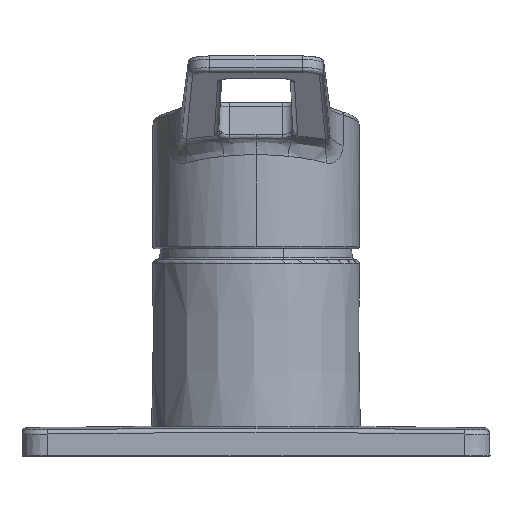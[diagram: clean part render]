
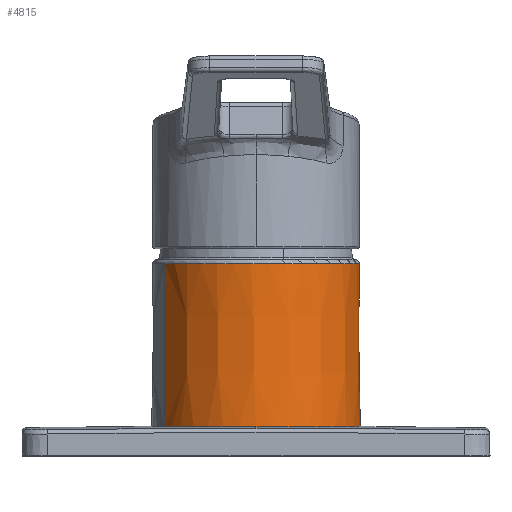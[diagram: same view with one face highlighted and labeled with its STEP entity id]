
A CAD part, front view. The second image highlights one B-rep face of the part: STEP entity #4815.
In plain terms, the highlighted conical face has half-angle 0.229 degrees and reference radius 24.4 mm.
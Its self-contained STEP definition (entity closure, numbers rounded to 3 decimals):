
#49 = CARTESIAN_POINT ( 'NONE',  ( 0., -16.995, 46.204 ) ) ;
#271 = CIRCLE ( 'NONE', #5581, 24.404 ) ;
#323 = VERTEX_POINT ( 'NONE', #6981 ) ;
#362 = CARTESIAN_POINT ( 'NONE',  ( -17.297, -34.436, 6.892 ) ) ;
#448 = CARTESIAN_POINT ( 'NONE',  ( 21.413, -5.297, 46.204 ) ) ;
#645 = DIRECTION ( 'NONE',  ( -0.878, -0.479, 0. ) ) ;
#796 = DIRECTION ( 'NONE',  ( -0.004, -0.002, -1. ) ) ;
#1099 = CARTESIAN_POINT ( 'NONE',  ( 24.082, -12.16, 7. ) ) ;
#1135 = CARTESIAN_POINT ( 'NONE',  ( 0., -16.995, 45.208 ) ) ;
#1196 = CARTESIAN_POINT ( 'NONE',  ( -10.619, -39.246, 6.868 ) ) ;
#1205 = CARTESIAN_POINT ( 'NONE',  ( -15.245, -36.271, 6.883 ) ) ;
#1253 = AXIS2_PLACEMENT_3D ( 'NONE', #49, #4356, #645 ) ;
#1358 = ORIENTED_EDGE ( 'NONE', *, *, #2182, .F. ) ;
#1503 = CARTESIAN_POINT ( 'NONE',  ( -8.613, -40.097, 6.864 ) ) ;
#1511 = CARTESIAN_POINT ( 'NONE',  ( -3.803, -41.262, 6.858 ) ) ;
#1523 = DIRECTION ( 'NONE',  ( 1., 0., 0. ) ) ;
#1570 = CARTESIAN_POINT ( 'NONE',  ( 23.971, -11.636, 7.002 ) ) ;
#1735 = CARTESIAN_POINT ( 'NONE',  ( -19.209, -32.452, 6.901 ) ) ;
#1751 = AXIS2_PLACEMENT_3D ( 'NONE', #1135, #5467, #1771 ) ;
#1763 = CARTESIAN_POINT ( 'NONE',  ( -1.092, -41.552, 6.857 ) ) ;
#1771 = DIRECTION ( 'NONE',  ( 1., 0., 0. ) ) ;
#1957 = CARTESIAN_POINT ( 'NONE',  ( -16.9, -34.821, 6.89 ) ) ;
#1970 = CARTESIAN_POINT ( 'NONE',  ( -14.359, -36.924, 6.879 ) ) ;
#1985 = FACE_OUTER_BOUND ( 'NONE', #4477, .T. ) ;
#2182 = EDGE_CURVE ( 'NONE', #323, #2796, #7346, .T. ) ;
#2205 = CARTESIAN_POINT ( 'NONE',  ( 11.706, -38.589, 6.871 ) ) ;
#2314 = CARTESIAN_POINT ( 'NONE',  ( 11.236, -38.837, 6.87 ) ) ;
#2338 = CARTESIAN_POINT ( 'NONE',  ( -21.551, -28.768, 6.919 ) ) ;
#2344 = EDGE_CURVE ( 'NONE', #4092, #4892, #271, .T. ) ;
#2428 = CARTESIAN_POINT ( 'NONE',  ( 7.313, -40.462, 6.862 ) ) ;
#2453 = EDGE_CURVE ( 'NONE', #7853, #323, #7298, .T. ) ;
#2570 = ORIENTED_EDGE ( 'NONE', *, *, #4023, .F. ) ;
#2583 = CARTESIAN_POINT ( 'NONE',  ( -4.343, -41.171, 6.859 ) ) ;
#2691 = CARTESIAN_POINT ( 'NONE',  ( -16.084, -35.56, 6.886 ) ) ;
#2735 = ORIENTED_EDGE ( 'NONE', *, *, #2453, .F. ) ;
#2796 = VERTEX_POINT ( 'NONE', #6376 ) ;
#2835 = CARTESIAN_POINT ( 'NONE',  ( -21.417, -28.695, 45.208 ) ) ;
#2888 = CARTESIAN_POINT ( 'NONE',  ( 23.913, -22.68, 6.949 ) ) ;
#2894 = CARTESIAN_POINT ( 'NONE',  ( 2.653, -41.414, 6.858 ) ) ;
#2906 = LINE ( 'NONE', #3338, #3293 ) ;
#2920 = CARTESIAN_POINT ( 'NONE',  ( -5.96, -40.824, 6.86 ) ) ;
#2922 = CARTESIAN_POINT ( 'NONE',  ( 4.237, -41.207, 6.859 ) ) ;
#2948 = CARTESIAN_POINT ( 'NONE',  ( 10.277, -39.305, 6.868 ) ) ;
#2967 = CARTESIAN_POINT ( 'NONE',  ( 22.131, -27.652, 6.924 ) ) ;
#2981 = CARTESIAN_POINT ( 'NONE',  ( 21.417, -5.295, 45.208 ) ) ;
#3162 = CARTESIAN_POINT ( 'NONE',  ( 23.627, -10.888, 45.208 ) ) ;
#3183 = ORIENTED_EDGE ( 'NONE', *, *, #6847, .T. ) ;
#3293 = VECTOR ( 'NONE', #796, 1000. ) ;
#3338 = CARTESIAN_POINT ( 'NONE',  ( -21.413, -28.693, 46.204 ) ) ;
#3389 = CARTESIAN_POINT ( 'NONE',  ( -13.45, -37.549, 6.876 ) ) ;
#3423 = ORIENTED_EDGE ( 'NONE', *, *, #2344, .F. ) ;
#3592 = CARTESIAN_POINT ( 'NONE',  ( 24.345, -13.731, 6.992 ) ) ;
#3770 = CARTESIAN_POINT ( 'NONE',  ( -21.551, -28.768, 6.919 ) ) ;
#3899 = ORIENTED_EDGE ( 'NONE', *, *, #6437, .F. ) ;
#4023 = EDGE_CURVE ( 'NONE', #2796, #5134, #5381, .T. ) ;
#4092 = VERTEX_POINT ( 'NONE', #2835 ) ;
#4099 = DIRECTION ( 'NONE',  ( 0.004, 0.002, -1. ) ) ;
#4356 = DIRECTION ( 'NONE',  ( 0., 0., -1. ) ) ;
#4437 = CARTESIAN_POINT ( 'NONE',  ( 24.431, -19.533, 6.964 ) ) ;
#4477 = EDGE_LOOP ( 'NONE', ( #2735, #3899, #3423, #3183, #2570, #1358 ) ) ;
#4536 = VECTOR ( 'NONE', #4099, 1000. ) ;
#4743 = CARTESIAN_POINT ( 'NONE',  ( 24.571, -16.36, 6.979 ) ) ;
#4796 = CARTESIAN_POINT ( 'NONE',  ( 24.544, -17.944, 6.972 ) ) ;
#4815 = ADVANCED_FACE ( 'NONE', ( #1985 ), #4907, .T. ) ;
#4892 = VERTEX_POINT ( 'NONE', #3162 ) ;
#4907 = CONICAL_SURFACE ( 'NONE', #1253, 24.4, 0.004 ) ;
#5134 = VERTEX_POINT ( 'NONE', #2338 ) ;
#5250 = CARTESIAN_POINT ( 'NONE',  ( 0., -16.995, 45.208 ) ) ;
#5354 = CARTESIAN_POINT ( 'NONE',  ( 21.391, -29.069, 6.918 ) ) ;
#5381 = B_SPLINE_CURVE_WITH_KNOTS ( 'NONE', 3,
 ( #5655, #1763, #6146, #1511, #2583, #5843, #2920, #1503, #1196, #7236, #3389, #1970, #1205, #2691, #1957, #362, #1735, #6474, #3770 ),
 .UNSPECIFIED., .F., .F.,
 ( 4, 2, 2, 2, 2, 2, 1, 2, 2, 4 ),
 ( 0.134, 0.138, 0.139, 0.141, 0.147, 0.149, 0.151, 0.152, 0.154, 0.161 ),
 .UNSPECIFIED. ) ;
#5412 = CARTESIAN_POINT ( 'NONE',  ( 15.691, -36.006, 6.884 ) ) ;
#5433 = CARTESIAN_POINT ( 'NONE',  ( 21.551, -5.222, 7.033 ) ) ;
#5467 = DIRECTION ( 'NONE',  ( 0., 0., 1. ) ) ;
#5493 = CARTESIAN_POINT ( 'NONE',  ( 20.04, -31.346, 6.907 ) ) ;
#5581 = AXIS2_PLACEMENT_3D ( 'NONE', #5250, #7696, #1523 ) ;
#5655 = CARTESIAN_POINT ( 'NONE',  ( 0., -41.552, 6.857 ) ) ;
#5718 = CARTESIAN_POINT ( 'NONE',  ( 5.274, -41.002, 6.86 ) ) ;
#5843 = CARTESIAN_POINT ( 'NONE',  ( -5.421, -40.953, 6.86 ) ) ;
#5877 = CARTESIAN_POINT ( 'NONE',  ( 21.647, -28.603, 6.92 ) ) ;
#5921 = CARTESIAN_POINT ( 'NONE',  ( 18.74, -33.008, 6.898 ) ) ;
#5927 = CARTESIAN_POINT ( 'NONE',  ( 23.334, -9.05, 7.015 ) ) ;
#6129 = CIRCLE ( 'NONE', #1751, 24.404 ) ;
#6146 = CARTESIAN_POINT ( 'NONE',  ( -2.18, -41.48, 6.857 ) ) ;
#6256 = CARTESIAN_POINT ( 'NONE',  ( 24.37, -20.066, 6.961 ) ) ;
#6376 = CARTESIAN_POINT ( 'NONE',  ( 0., -41.552, 6.857 ) ) ;
#6437 = EDGE_CURVE ( 'NONE', #4892, #7853, #6129, .T. ) ;
#6474 = CARTESIAN_POINT ( 'NONE',  ( -20.499, -30.694, 6.91 ) ) ;
#6520 = CARTESIAN_POINT ( 'NONE',  ( 24.136, -21.646, 6.954 ) ) ;
#6526 = CARTESIAN_POINT ( 'NONE',  ( 14.004, -37.278, 6.878 ) ) ;
#6741 = CARTESIAN_POINT ( 'NONE',  ( 1.058, -41.535, 6.857 ) ) ;
#6767 = CARTESIAN_POINT ( 'NONE',  ( 0.528, -41.552, 6.857 ) ) ;
#6810 = CARTESIAN_POINT ( 'NONE',  ( 24.269, -13.207, 6.995 ) ) ;
#6847 = EDGE_CURVE ( 'NONE', #4092, #5134, #2906, .T. ) ;
#6981 = CARTESIAN_POINT ( 'NONE',  ( 21.551, -5.222, 7.033 ) ) ;
#7079 = CARTESIAN_POINT ( 'NONE',  ( 22.357, -27.168, 6.927 ) ) ;
#7130 = CARTESIAN_POINT ( 'NONE',  ( 22.985, -25.704, 6.934 ) ) ;
#7134 = CARTESIAN_POINT ( 'NONE',  ( 23.338, -24.709, 6.939 ) ) ;
#7236 = CARTESIAN_POINT ( 'NONE',  ( -12.983, -37.847, 6.875 ) ) ;
#7250 = CARTESIAN_POINT ( 'NONE',  ( 9.789, -39.523, 6.867 ) ) ;
#7298 = LINE ( 'NONE', #448, #4536 ) ;
#7336 = CARTESIAN_POINT ( 'NONE',  ( 2.12, -41.466, 6.857 ) ) ;
#7346 = B_SPLINE_CURVE_WITH_KNOTS ( 'NONE', 3,
 ( #5433, #7571, #5927, #1570, #1099, #6810, #3592, #7823, #4743, #4796, #7441, #4437, #6256, #6520, #2888, #7134, #7130, #7079, #2967, #5877, #5354, #5493, #5921, #5412, #6526, #2205, #2314, #2948, #7250, #7519, #2428, #5718, #2922, #2894, #7336, #6741, #6767, #7769 ),
 .UNSPECIFIED., .F., .F.,
 ( 4, 2, 2, 2, 2, 2, 2, 2, 2, 2, 2, 2, 2, 2, 2, 2, 2, 2, 4 ),
 ( 0.084, 0.09, 0.092, 0.093, 0.096, 0.098, 0.1, 0.103, 0.106, 0.107, 0.109, 0.115, 0.122, 0.123, 0.125, 0.128, 0.131, 0.133, 0.134 ),
 .UNSPECIFIED. ) ;
#7441 = CARTESIAN_POINT ( 'NONE',  ( 24.518, -18.473, 6.969 ) ) ;
#7519 = CARTESIAN_POINT ( 'NONE',  ( 8.314, -40.126, 6.864 ) ) ;
#7571 = CARTESIAN_POINT ( 'NONE',  ( 22.568, -7.085, 7.024 ) ) ;
#7696 = DIRECTION ( 'NONE',  ( 0., 0., 1. ) ) ;
#7769 = CARTESIAN_POINT ( 'NONE',  ( 0., -41.552, 6.857 ) ) ;
#7823 = CARTESIAN_POINT ( 'NONE',  ( 24.522, -15.306, 6.984 ) ) ;
#7853 = VERTEX_POINT ( 'NONE', #2981 ) ;
